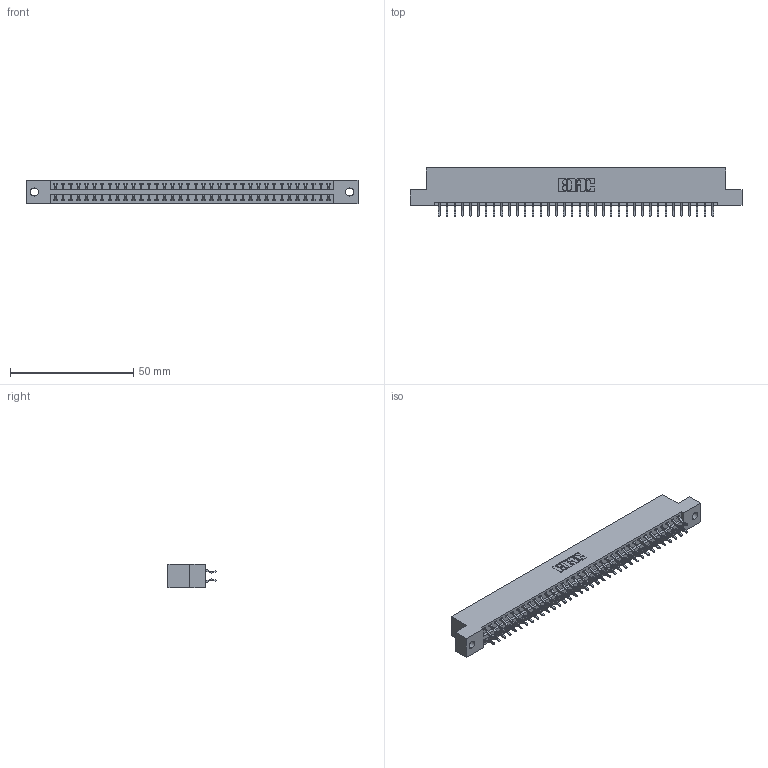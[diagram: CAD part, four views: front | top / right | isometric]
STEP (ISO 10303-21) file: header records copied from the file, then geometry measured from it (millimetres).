
FILE_DESCRIPTION (( 'STEP AP203' ), '1' );
FILE_NAME ('346-072-556-202.STEP', '2022-05-25T00:31:31', ( '' ), ( '' ), 'SwSTEP 2.0', 'SolidWorks 2020', '' );
FILE_SCHEMA (( 'CONFIG_CONTROL_DESIGN' ));
Length unit declared in the file: inch
Products named in the file (3): 345-292-001_556 Tail; 346-072-556-202; 346 Part_Flush Mounting Lugs - 0.128 Dia
Assembly tree (73 placements, depth 2):
  346-072-556-202
    346 Part_Flush Mounting Lugs - 0.128 Dia
    345-292-001_556 Tail  x72
Bounding box: 134.87 x 19.57 x 9.4 mm (x, y, z)
Volume: 13065.8 mm3; surface area: 17529.3 mm2
Topology: 73 solids, 73 shells, 4298 faces, 12785 edges, 8426 vertices
Faces by surface type: plane 2884, cylinder 1414
Entity records: 24525 total; most frequent: CARTESIAN_POINT 4064, ORIENTED_EDGE 3986, DIRECTION 3621, EDGE_CURVE 1993, VECTOR 1709, LINE 1709, VERTEX_POINT 1326, AXIS2_PLACEMENT_3D 956
